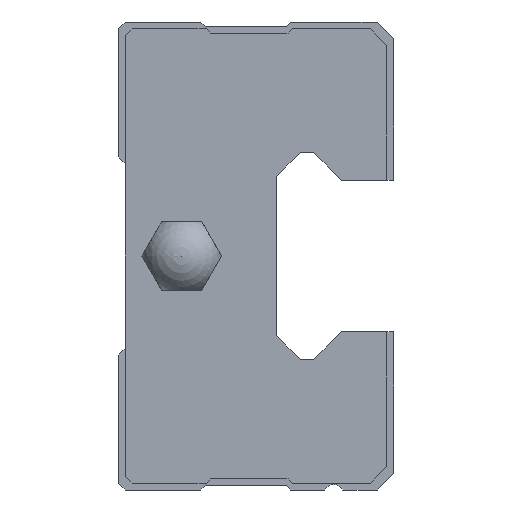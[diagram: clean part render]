
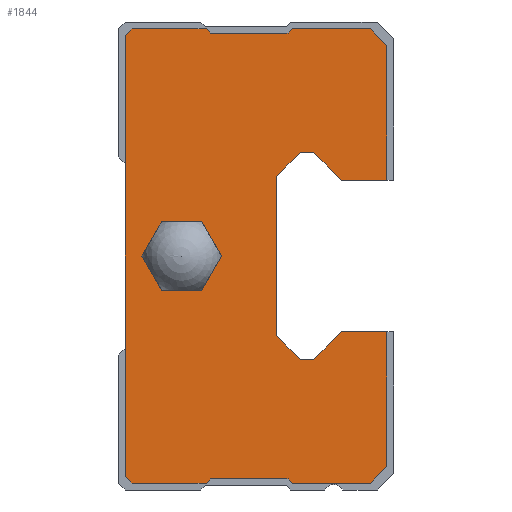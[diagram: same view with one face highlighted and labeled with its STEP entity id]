
A CAD part, left-side view. The second image highlights one B-rep face of the part: STEP entity #1844.
In plain terms, the highlighted planar face has unit normal (-1, 0, 0).
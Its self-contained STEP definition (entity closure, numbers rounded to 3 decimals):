
#461=ORIENTED_EDGE('',*,*,#749,.F.);
#462=ORIENTED_EDGE('',*,*,#780,.F.);
#463=ORIENTED_EDGE('',*,*,#778,.F.);
#464=ORIENTED_EDGE('',*,*,#776,.F.);
#465=ORIENTED_EDGE('',*,*,#774,.F.);
#466=ORIENTED_EDGE('',*,*,#772,.F.);
#467=ORIENTED_EDGE('',*,*,#770,.F.);
#468=ORIENTED_EDGE('',*,*,#768,.F.);
#469=ORIENTED_EDGE('',*,*,#766,.F.);
#470=ORIENTED_EDGE('',*,*,#764,.F.);
#471=ORIENTED_EDGE('',*,*,#670,.F.);
#472=ORIENTED_EDGE('',*,*,#667,.F.);
#473=ORIENTED_EDGE('',*,*,#664,.F.);
#474=ORIENTED_EDGE('',*,*,#661,.F.);
#475=ORIENTED_EDGE('',*,*,#658,.F.);
#476=ORIENTED_EDGE('',*,*,#655,.F.);
#477=ORIENTED_EDGE('',*,*,#652,.F.);
#478=ORIENTED_EDGE('',*,*,#649,.F.);
#479=ORIENTED_EDGE('',*,*,#645,.F.);
#480=ORIENTED_EDGE('',*,*,#763,.F.);
#481=ORIENTED_EDGE('',*,*,#761,.F.);
#482=ORIENTED_EDGE('',*,*,#759,.F.);
#483=ORIENTED_EDGE('',*,*,#757,.F.);
#484=ORIENTED_EDGE('',*,*,#755,.F.);
#485=ORIENTED_EDGE('',*,*,#753,.F.);
#486=ORIENTED_EDGE('',*,*,#751,.F.);
#487=ORIENTED_EDGE('',*,*,#781,.T.);
#488=ORIENTED_EDGE('',*,*,#782,.T.);
#489=ORIENTED_EDGE('',*,*,#783,.T.);
#490=ORIENTED_EDGE('',*,*,#784,.T.);
#491=ORIENTED_EDGE('',*,*,#785,.T.);
#492=ORIENTED_EDGE('',*,*,#786,.T.);
#645=EDGE_CURVE('',#892,#893,#1070,.T.);
#649=EDGE_CURVE('',#893,#896,#1074,.T.);
#652=EDGE_CURVE('',#896,#898,#1077,.T.);
#655=EDGE_CURVE('',#898,#900,#1080,.T.);
#658=EDGE_CURVE('',#900,#902,#1083,.T.);
#661=EDGE_CURVE('',#902,#904,#1086,.T.);
#664=EDGE_CURVE('',#904,#906,#1089,.T.);
#667=EDGE_CURVE('',#906,#908,#1092,.T.);
#670=EDGE_CURVE('',#908,#910,#1095,.T.);
#749=EDGE_CURVE('',#949,#950,#1167,.T.);
#751=EDGE_CURVE('',#950,#951,#1169,.T.);
#753=EDGE_CURVE('',#951,#952,#1171,.T.);
#755=EDGE_CURVE('',#952,#953,#1173,.T.);
#757=EDGE_CURVE('',#953,#954,#1175,.T.);
#759=EDGE_CURVE('',#954,#955,#1177,.T.);
#761=EDGE_CURVE('',#955,#956,#1179,.T.);
#763=EDGE_CURVE('',#956,#892,#1181,.T.);
#764=EDGE_CURVE('',#910,#957,#1182,.T.);
#766=EDGE_CURVE('',#957,#958,#1184,.T.);
#768=EDGE_CURVE('',#958,#959,#1186,.T.);
#770=EDGE_CURVE('',#959,#960,#1188,.T.);
#772=EDGE_CURVE('',#960,#961,#1190,.T.);
#774=EDGE_CURVE('',#961,#962,#1192,.T.);
#776=EDGE_CURVE('',#962,#963,#1194,.T.);
#778=EDGE_CURVE('',#963,#964,#1196,.T.);
#780=EDGE_CURVE('',#964,#949,#1198,.T.);
#781=EDGE_CURVE('',#965,#966,#1199,.T.);
#782=EDGE_CURVE('',#966,#967,#1200,.T.);
#783=EDGE_CURVE('',#967,#968,#1201,.T.);
#784=EDGE_CURVE('',#968,#969,#1202,.T.);
#785=EDGE_CURVE('',#969,#970,#1203,.T.);
#786=EDGE_CURVE('',#970,#965,#1204,.T.);
#892=VERTEX_POINT('',#2636);
#893=VERTEX_POINT('',#2638);
#896=VERTEX_POINT('',#2646);
#898=VERTEX_POINT('',#2652);
#900=VERTEX_POINT('',#2658);
#902=VERTEX_POINT('',#2664);
#904=VERTEX_POINT('',#2670);
#906=VERTEX_POINT('',#2676);
#908=VERTEX_POINT('',#2682);
#910=VERTEX_POINT('',#2688);
#949=VERTEX_POINT('',#2848);
#950=VERTEX_POINT('',#2850);
#951=VERTEX_POINT('',#2854);
#952=VERTEX_POINT('',#2858);
#953=VERTEX_POINT('',#2862);
#954=VERTEX_POINT('',#2866);
#955=VERTEX_POINT('',#2870);
#956=VERTEX_POINT('',#2874);
#957=VERTEX_POINT('',#2880);
#958=VERTEX_POINT('',#2884);
#959=VERTEX_POINT('',#2888);
#960=VERTEX_POINT('',#2892);
#961=VERTEX_POINT('',#2896);
#962=VERTEX_POINT('',#2900);
#963=VERTEX_POINT('',#2904);
#964=VERTEX_POINT('',#2908);
#965=VERTEX_POINT('',#2914);
#966=VERTEX_POINT('',#2915);
#967=VERTEX_POINT('',#2917);
#968=VERTEX_POINT('',#2919);
#969=VERTEX_POINT('',#2921);
#970=VERTEX_POINT('',#2923);
#1070=LINE('',#2637,#1310);
#1074=LINE('',#2645,#1314);
#1077=LINE('',#2651,#1317);
#1080=LINE('',#2657,#1320);
#1083=LINE('',#2663,#1323);
#1086=LINE('',#2669,#1326);
#1089=LINE('',#2675,#1329);
#1092=LINE('',#2681,#1332);
#1095=LINE('',#2687,#1335);
#1167=LINE('',#2849,#1407);
#1169=LINE('',#2853,#1409);
#1171=LINE('',#2857,#1411);
#1173=LINE('',#2861,#1413);
#1175=LINE('',#2865,#1415);
#1177=LINE('',#2869,#1417);
#1179=LINE('',#2873,#1419);
#1181=LINE('',#2877,#1421);
#1182=LINE('',#2879,#1422);
#1184=LINE('',#2883,#1424);
#1186=LINE('',#2887,#1426);
#1188=LINE('',#2891,#1428);
#1190=LINE('',#2895,#1430);
#1192=LINE('',#2899,#1432);
#1194=LINE('',#2903,#1434);
#1196=LINE('',#2907,#1436);
#1198=LINE('',#2911,#1438);
#1199=LINE('',#2913,#1439);
#1200=LINE('',#2916,#1440);
#1201=LINE('',#2918,#1441);
#1202=LINE('',#2920,#1442);
#1203=LINE('',#2922,#1443);
#1204=LINE('',#2924,#1444);
#1310=VECTOR('',#2106,1000.);
#1314=VECTOR('',#2112,1000.);
#1317=VECTOR('',#2117,1000.);
#1320=VECTOR('',#2122,1000.);
#1323=VECTOR('',#2127,1000.);
#1326=VECTOR('',#2132,1000.);
#1329=VECTOR('',#2137,1000.);
#1332=VECTOR('',#2142,1000.);
#1335=VECTOR('',#2147,1000.);
#1407=VECTOR('',#2319,1000.);
#1409=VECTOR('',#2323,1000.);
#1411=VECTOR('',#2327,1000.);
#1413=VECTOR('',#2331,1000.);
#1415=VECTOR('',#2335,1000.);
#1417=VECTOR('',#2339,1000.);
#1419=VECTOR('',#2343,1000.);
#1421=VECTOR('',#2347,1000.);
#1422=VECTOR('',#2350,1000.);
#1424=VECTOR('',#2354,1000.);
#1426=VECTOR('',#2358,1000.);
#1428=VECTOR('',#2362,1000.);
#1430=VECTOR('',#2366,1000.);
#1432=VECTOR('',#2370,1000.);
#1434=VECTOR('',#2374,1000.);
#1436=VECTOR('',#2378,1000.);
#1438=VECTOR('',#2382,1000.);
#1439=VECTOR('',#2385,1000.);
#1440=VECTOR('',#2386,1000.);
#1441=VECTOR('',#2387,1000.);
#1442=VECTOR('',#2388,1000.);
#1443=VECTOR('',#2389,1000.);
#1444=VECTOR('',#2390,1000.);
#1551=EDGE_LOOP('',(#461,#462,#463,#464,#465,#466,#467,#468,#469,#470,#471,
#472,#473,#474,#475,#476,#477,#478,#479,#480,#481,#482,#483,#484,#485,#486));
#1552=EDGE_LOOP('',(#487,#488,#489,#490,#491,#492));
#1657=FACE_BOUND('',#1551,.T.);
#1658=FACE_BOUND('',#1552,.T.);
#1750=PLANE('',#1963);
#1844=ADVANCED_FACE('',(#1657,#1658),#1750,.F.);
#1963=AXIS2_PLACEMENT_3D('',#2912,#2383,#2384);
#2106=DIRECTION('',(0.,1.,0.));
#2112=DIRECTION('',(0.,0.707,0.707));
#2117=DIRECTION('',(0.,1.,0.));
#2122=DIRECTION('',(0.,0.711,-0.703));
#2127=DIRECTION('',(0.,0.,-1.));
#2132=DIRECTION('',(0.,-0.711,-0.703));
#2137=DIRECTION('',(0.,-1.,0.));
#2142=DIRECTION('',(0.,-0.707,0.707));
#2147=DIRECTION('',(0.,-1.,0.));
#2319=DIRECTION('',(0.,-0.707,0.707));
#2323=DIRECTION('',(0.,-1.,0.));
#2327=DIRECTION('',(0.,-0.707,-0.707));
#2331=DIRECTION('',(0.,-1.,0.));
#2335=DIRECTION('',(0.,-0.707,0.707));
#2339=DIRECTION('',(0.,-1.,0.));
#2343=DIRECTION('',(0.,-0.707,-0.707));
#2347=DIRECTION('',(0.,0.,-1.));
#2350=DIRECTION('',(0.,0.,-1.));
#2354=DIRECTION('',(0.,0.707,-0.707));
#2358=DIRECTION('',(0.,1.,0.));
#2362=DIRECTION('',(0.,0.707,0.707));
#2366=DIRECTION('',(0.,1.,0.));
#2370=DIRECTION('',(0.,0.707,-0.707));
#2374=DIRECTION('',(0.,1.,0.));
#2378=DIRECTION('',(0.,0.707,0.707));
#2382=DIRECTION('',(0.,0.,1.));
#2383=DIRECTION('',(1.,0.,0.));
#2384=DIRECTION('',(0.,0.,-1.));
#2385=DIRECTION('',(0.,1.,0.));
#2386=DIRECTION('',(0.,0.5,0.866));
#2387=DIRECTION('',(0.,-0.5,0.866));
#2388=DIRECTION('',(0.,-1.,0.));
#2389=DIRECTION('',(0.,-0.5,-0.866));
#2390=DIRECTION('',(0.,0.5,-0.866));
#2636=CARTESIAN_POINT('',(-20.25,-19.5,5.5));
#2637=CARTESIAN_POINT('',(-20.25,-19.5,5.5));
#2638=CARTESIAN_POINT('',(-20.25,-16.2,5.5));
#2645=CARTESIAN_POINT('',(-20.25,-16.2,5.5));
#2646=CARTESIAN_POINT('',(-20.25,-14.2,7.5));
#2651=CARTESIAN_POINT('',(-20.25,-14.2,7.5));
#2652=CARTESIAN_POINT('',(-20.25,-13.22,7.5));
#2657=CARTESIAN_POINT('',(-20.25,-13.22,7.5));
#2658=CARTESIAN_POINT('',(-20.25,-11.5,5.8));
#2663=CARTESIAN_POINT('',(-20.25,-11.5,5.8));
#2664=CARTESIAN_POINT('',(-20.25,-11.5,-5.8));
#2669=CARTESIAN_POINT('',(-20.25,-11.5,-5.8));
#2670=CARTESIAN_POINT('',(-20.25,-13.22,-7.5));
#2675=CARTESIAN_POINT('',(-20.25,-13.22,-7.5));
#2676=CARTESIAN_POINT('',(-20.25,-14.2,-7.5));
#2681=CARTESIAN_POINT('',(-20.25,-14.2,-7.5));
#2682=CARTESIAN_POINT('',(-20.25,-16.2,-5.5));
#2687=CARTESIAN_POINT('',(-20.25,-16.2,-5.5));
#2688=CARTESIAN_POINT('',(-20.25,-19.5,-5.5));
#2848=CARTESIAN_POINT('',(-20.25,-0.5,16.));
#2849=CARTESIAN_POINT('',(-20.25,-0.5,16.));
#2850=CARTESIAN_POINT('',(-20.25,-1.,16.5));
#2853=CARTESIAN_POINT('',(-20.25,-1.,16.5));
#2854=CARTESIAN_POINT('',(-20.25,-6.375,16.5));
#2857=CARTESIAN_POINT('',(-20.25,-6.375,16.5));
#2858=CARTESIAN_POINT('',(-20.25,-6.675,16.2));
#2861=CARTESIAN_POINT('',(-20.25,-6.675,16.2));
#2862=CARTESIAN_POINT('',(-20.25,-12.325,16.2));
#2865=CARTESIAN_POINT('',(-20.25,-12.325,16.2));
#2866=CARTESIAN_POINT('',(-20.25,-12.625,16.5));
#2869=CARTESIAN_POINT('',(-20.25,-12.625,16.5));
#2870=CARTESIAN_POINT('',(-20.25,-18.3,16.5));
#2873=CARTESIAN_POINT('',(-20.25,-18.3,16.5));
#2874=CARTESIAN_POINT('',(-20.25,-19.5,15.3));
#2877=CARTESIAN_POINT('',(-20.25,-19.5,15.3));
#2879=CARTESIAN_POINT('',(-20.25,-19.5,-5.5));
#2880=CARTESIAN_POINT('',(-20.25,-19.5,-15.3));
#2883=CARTESIAN_POINT('',(-20.25,-19.5,-15.3));
#2884=CARTESIAN_POINT('',(-20.25,-18.3,-16.5));
#2887=CARTESIAN_POINT('',(-20.25,-18.3,-16.5));
#2888=CARTESIAN_POINT('',(-20.25,-12.625,-16.5));
#2891=CARTESIAN_POINT('',(-20.25,-12.625,-16.5));
#2892=CARTESIAN_POINT('',(-20.25,-12.325,-16.2));
#2895=CARTESIAN_POINT('',(-20.25,-12.325,-16.2));
#2896=CARTESIAN_POINT('',(-20.25,-6.675,-16.2));
#2899=CARTESIAN_POINT('',(-20.25,-6.675,-16.2));
#2900=CARTESIAN_POINT('',(-20.25,-6.375,-16.5));
#2903=CARTESIAN_POINT('',(-20.25,-6.375,-16.5));
#2904=CARTESIAN_POINT('',(-20.25,-1.,-16.5));
#2907=CARTESIAN_POINT('',(-20.25,-1.,-16.5));
#2908=CARTESIAN_POINT('',(-20.25,-0.5,-16.));
#2911=CARTESIAN_POINT('',(-20.25,-0.5,-16.));
#2912=CARTESIAN_POINT('',(-20.25,0.,0.));
#2913=CARTESIAN_POINT('',(-20.25,-6.043,-2.5));
#2914=CARTESIAN_POINT('',(-20.25,-6.043,-2.5));
#2915=CARTESIAN_POINT('',(-20.25,-3.157,-2.5));
#2916=CARTESIAN_POINT('',(-20.25,-3.157,-2.5));
#2917=CARTESIAN_POINT('',(-20.25,-1.713,0.));
#2918=CARTESIAN_POINT('',(-20.25,-1.713,0.));
#2919=CARTESIAN_POINT('',(-20.25,-3.157,2.5));
#2920=CARTESIAN_POINT('',(-20.25,-3.157,2.5));
#2921=CARTESIAN_POINT('',(-20.25,-6.043,2.5));
#2922=CARTESIAN_POINT('',(-20.25,-6.043,2.5));
#2923=CARTESIAN_POINT('',(-20.25,-7.487,0.));
#2924=CARTESIAN_POINT('',(-20.25,-7.487,0.));
